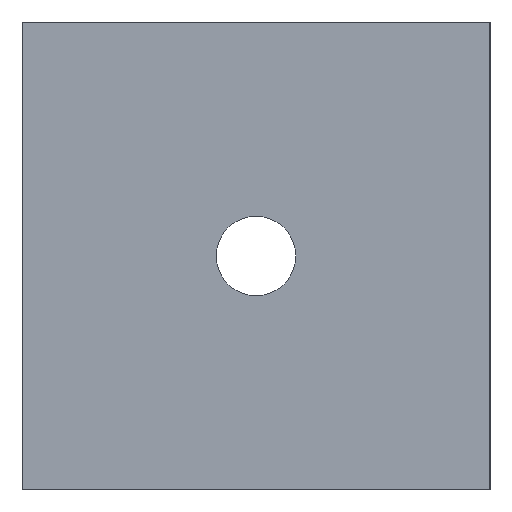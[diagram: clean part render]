
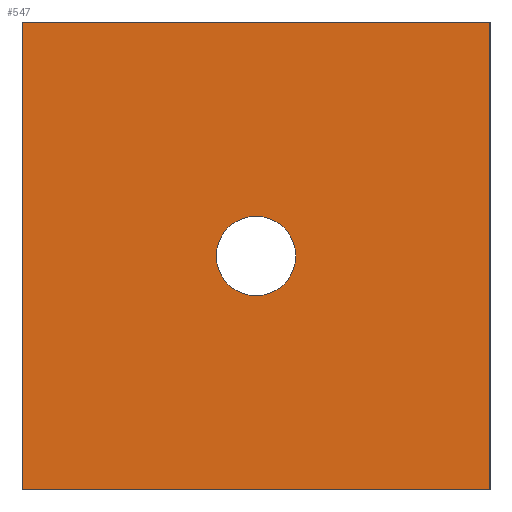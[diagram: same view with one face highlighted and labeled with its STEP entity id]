
A CAD part, left-side view. The second image highlights one B-rep face of the part: STEP entity #547.
In plain terms, the highlighted planar face has unit normal (-1, 0, 0).
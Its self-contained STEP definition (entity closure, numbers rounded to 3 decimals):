
#20=FACE_BOUND('',#101,.T.);
#33=CIRCLE('',#593,1.7);
#67=FACE_OUTER_BOUND('',#100,.T.);
#100=EDGE_LOOP('',(#482,#483,#484,#485));
#101=EDGE_LOOP('',(#486));
#158=LINE('',#880,#220);
#160=LINE('',#885,#222);
#165=LINE('',#894,#227);
#166=LINE('',#896,#228);
#220=VECTOR('',#728,10.);
#222=VECTOR('',#732,10.);
#227=VECTOR('',#741,10.);
#228=VECTOR('',#744,10.);
#267=VERTEX_POINT('',#862);
#271=VERTEX_POINT('',#876);
#272=VERTEX_POINT('',#878);
#274=VERTEX_POINT('',#883);
#276=VERTEX_POINT('',#892);
#334=EDGE_CURVE('',#267,#267,#33,.T.);
#342=EDGE_CURVE('',#271,#272,#158,.T.);
#344=EDGE_CURVE('',#274,#272,#160,.T.);
#349=EDGE_CURVE('',#276,#271,#165,.T.);
#350=EDGE_CURVE('',#274,#276,#166,.T.);
#482=ORIENTED_EDGE('',*,*,#350,.T.);
#483=ORIENTED_EDGE('',*,*,#349,.T.);
#484=ORIENTED_EDGE('',*,*,#342,.T.);
#485=ORIENTED_EDGE('',*,*,#344,.F.);
#486=ORIENTED_EDGE('',*,*,#334,.T.);
#519=PLANE('',#601);
#547=ADVANCED_FACE('',(#67,#20),#519,.T.);
#593=AXIS2_PLACEMENT_3D('',#864,#712,#713);
#601=AXIS2_PLACEMENT_3D('',#895,#742,#743);
#712=DIRECTION('center_axis',(1.,0.,0.));
#713=DIRECTION('ref_axis',(0.,1.,0.));
#728=DIRECTION('',(0.,1.,0.));
#732=DIRECTION('',(0.,0.,1.));
#741=DIRECTION('',(0.,0.,1.));
#742=DIRECTION('center_axis',(-1.,0.,0.));
#743=DIRECTION('ref_axis',(0.,-1.,0.));
#744=DIRECTION('',(0.,-1.,0.));
#862=CARTESIAN_POINT('',(0.,8.3,10.));
#864=CARTESIAN_POINT('Origin',(0.,10.,10.));
#876=CARTESIAN_POINT('',(0.,0.,20.));
#878=CARTESIAN_POINT('',(0.,20.,20.));
#880=CARTESIAN_POINT('',(0.,0.,20.));
#883=CARTESIAN_POINT('',(0.,20.,0.));
#885=CARTESIAN_POINT('',(0.,20.,0.));
#892=CARTESIAN_POINT('',(0.,0.,0.));
#894=CARTESIAN_POINT('',(0.,0.,0.));
#895=CARTESIAN_POINT('Origin',(0.,20.,0.));
#896=CARTESIAN_POINT('',(0.,20.,0.));
